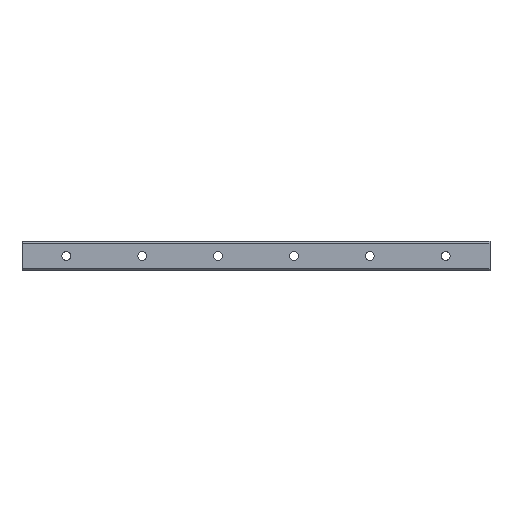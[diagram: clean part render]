
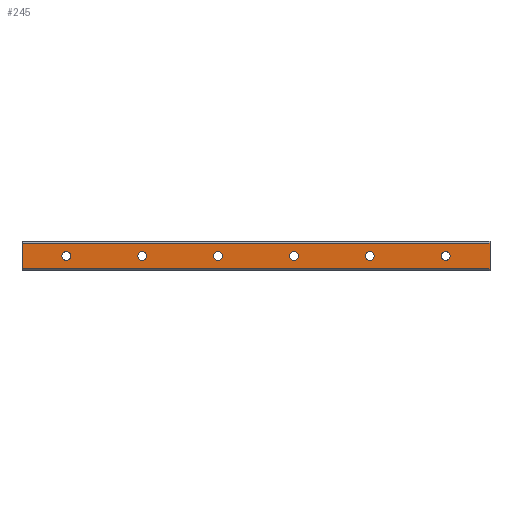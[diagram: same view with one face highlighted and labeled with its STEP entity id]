
A CAD part, front view. The second image highlights one B-rep face of the part: STEP entity #245.
In plain terms, the highlighted planar face has unit normal (0, -1, 0).
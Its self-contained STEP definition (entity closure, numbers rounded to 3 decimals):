
#15 = CIRCLE ( 'NONE', #1383, 3.5 ) ;
#19 = CARTESIAN_POINT ( 'NONE',  ( 60., 0., -3.5 ) ) ;
#39 = DIRECTION ( 'NONE',  ( 0., -1., 0. ) ) ;
#66 = DIRECTION ( 'NONE',  ( 0., 0., 1. ) ) ;
#70 = EDGE_LOOP ( 'NONE', ( #774, #1468 ) ) ;
#110 = AXIS2_PLACEMENT_3D ( 'NONE', #1315, #39, #1336 ) ;
#113 = EDGE_LOOP ( 'NONE', ( #1762, #1337 ) ) ;
#117 = CARTESIAN_POINT ( 'NONE',  ( 240., 0., 0. ) ) ;
#136 = DIRECTION ( 'NONE',  ( 0., 0., -1. ) ) ;
#138 = VECTOR ( 'NONE', #1302, 1000. ) ;
#149 = EDGE_CURVE ( 'NONE', #476, #1237, #850, .T. ) ;
#167 = ORIENTED_EDGE ( 'NONE', *, *, #854, .F. ) ;
#203 = ORIENTED_EDGE ( 'NONE', *, *, #1207, .F. ) ;
#220 = AXIS2_PLACEMENT_3D ( 'NONE', #1252, #1361, #547 ) ;
#227 = VERTEX_POINT ( 'NONE', #1254 ) ;
#239 = CARTESIAN_POINT ( 'NONE',  ( 240., 0., 0. ) ) ;
#245 = ADVANCED_FACE ( 'NONE', ( #1435, #1587, #319, #715, #1151, #1024, #1732 ), #326, .F. ) ;
#262 = DIRECTION ( 'NONE',  ( 0., -1., 0. ) ) ;
#272 = ORIENTED_EDGE ( 'NONE', *, *, #511, .F. ) ;
#294 = CARTESIAN_POINT ( 'NONE',  ( -35., 0., 9.9 ) ) ;
#308 = CARTESIAN_POINT ( 'NONE',  ( 335., 0., 9.9 ) ) ;
#319 = FACE_BOUND ( 'NONE', #1158, .T. ) ;
#326 = PLANE ( 'NONE',  #1092 ) ;
#330 = VERTEX_POINT ( 'NONE', #1042 ) ;
#344 = CIRCLE ( 'NONE', #220, 3.5 ) ;
#386 = CARTESIAN_POINT ( 'NONE',  ( 180., 0., 0. ) ) ;
#393 = DIRECTION ( 'NONE',  ( 0., 0., 1. ) ) ;
#397 = VERTEX_POINT ( 'NONE', #1056 ) ;
#404 = DIRECTION ( 'NONE',  ( 0., -1., 0. ) ) ;
#435 = CIRCLE ( 'NONE', #1470, 3.5 ) ;
#436 = EDGE_CURVE ( 'NONE', #452, #330, #977, .T. ) ;
#452 = VERTEX_POINT ( 'NONE', #1348 ) ;
#474 = VERTEX_POINT ( 'NONE', #515 ) ;
#476 = VERTEX_POINT ( 'NONE', #762 ) ;
#485 = CARTESIAN_POINT ( 'NONE',  ( 60., 0., 0. ) ) ;
#497 = VECTOR ( 'NONE', #136, 1000. ) ;
#511 = EDGE_CURVE ( 'NONE', #1776, #474, #1772, .T. ) ;
#515 = CARTESIAN_POINT ( 'NONE',  ( 300., 0., 3.5 ) ) ;
#522 = AXIS2_PLACEMENT_3D ( 'NONE', #1497, #1509, #1482 ) ;
#547 = DIRECTION ( 'NONE',  ( 0., 0., 1. ) ) ;
#565 = EDGE_CURVE ( 'NONE', #1053, #227, #1506, .T. ) ;
#567 = DIRECTION ( 'NONE',  ( 0., -1., 0. ) ) ;
#572 = EDGE_LOOP ( 'NONE', ( #1579, #600 ) ) ;
#589 = DIRECTION ( 'NONE',  ( 0., 0., 1. ) ) ;
#600 = ORIENTED_EDGE ( 'NONE', *, *, #565, .F. ) ;
#603 = CARTESIAN_POINT ( 'NONE',  ( 335., 0., -9.9 ) ) ;
#609 = VERTEX_POINT ( 'NONE', #1685 ) ;
#629 = DIRECTION ( 'NONE',  ( 0., -1., 0. ) ) ;
#665 = VERTEX_POINT ( 'NONE', #19 ) ;
#666 = CARTESIAN_POINT ( 'NONE',  ( 120., 0., 0. ) ) ;
#669 = DIRECTION ( 'NONE',  ( 0., 0., 1. ) ) ;
#670 = CIRCLE ( 'NONE', #1210, 3.5 ) ;
#700 = AXIS2_PLACEMENT_3D ( 'NONE', #239, #1407, #1555 ) ;
#715 = FACE_BOUND ( 'NONE', #572, .T. ) ;
#729 = CIRCLE ( 'NONE', #1499, 3.5 ) ;
#749 = CARTESIAN_POINT ( 'NONE',  ( 0., 0., 0. ) ) ;
#751 = AXIS2_PLACEMENT_3D ( 'NONE', #1122, #1692, #669 ) ;
#761 = DIRECTION ( 'NONE',  ( 1., 0., 0. ) ) ;
#762 = CARTESIAN_POINT ( 'NONE',  ( 0., 0., 3.5 ) ) ;
#771 = VERTEX_POINT ( 'NONE', #1629 ) ;
#774 = ORIENTED_EDGE ( 'NONE', *, *, #1455, .F. ) ;
#815 = DIRECTION ( 'NONE',  ( 0., 0., 1. ) ) ;
#819 = AXIS2_PLACEMENT_3D ( 'NONE', #749, #1349, #66 ) ;
#850 = CIRCLE ( 'NONE', #1710, 3.5 ) ;
#854 = EDGE_CURVE ( 'NONE', #1001, #609, #1489, .T. ) ;
#881 = EDGE_LOOP ( 'NONE', ( #1137, #203, #167, #1584 ) ) ;
#888 = DIRECTION ( 'NONE',  ( 0., 1., 0. ) ) ;
#893 = CARTESIAN_POINT ( 'NONE',  ( 60., 0., 3.5 ) ) ;
#910 = CIRCLE ( 'NONE', #110, 3.5 ) ;
#947 = EDGE_CURVE ( 'NONE', #665, #1311, #435, .T. ) ;
#954 = DIRECTION ( 'NONE',  ( 0., 0., 1. ) ) ;
#977 = CIRCLE ( 'NONE', #522, 3.5 ) ;
#981 = CARTESIAN_POINT ( 'NONE',  ( 335., 0., 9.9 ) ) ;
#983 = CARTESIAN_POINT ( 'NONE',  ( 60., 0., 0. ) ) ;
#984 = EDGE_CURVE ( 'NONE', #1838, #771, #15, .T. ) ;
#1001 = VERTEX_POINT ( 'NONE', #1690 ) ;
#1024 = FACE_BOUND ( 'NONE', #1303, .T. ) ;
#1042 = CARTESIAN_POINT ( 'NONE',  ( 180., 0., 3.5 ) ) ;
#1053 = VERTEX_POINT ( 'NONE', #1136 ) ;
#1056 = CARTESIAN_POINT ( 'NONE',  ( -35., 0., -9.9 ) ) ;
#1092 = AXIS2_PLACEMENT_3D ( 'NONE', #308, #888, #1287 ) ;
#1109 = VERTEX_POINT ( 'NONE', #603 ) ;
#1122 = CARTESIAN_POINT ( 'NONE',  ( 300., 0., 0. ) ) ;
#1136 = CARTESIAN_POINT ( 'NONE',  ( 240., 0., -3.5 ) ) ;
#1137 = ORIENTED_EDGE ( 'NONE', *, *, #1332, .F. ) ;
#1148 = AXIS2_PLACEMENT_3D ( 'NONE', #386, #1786, #954 ) ;
#1151 = FACE_BOUND ( 'NONE', #70, .T. ) ;
#1158 = EDGE_LOOP ( 'NONE', ( #1654, #272 ) ) ;
#1171 = ORIENTED_EDGE ( 'NONE', *, *, #984, .F. ) ;
#1207 = EDGE_CURVE ( 'NONE', #609, #1109, #1559, .T. ) ;
#1208 = CIRCLE ( 'NONE', #1148, 3.5 ) ;
#1210 = AXIS2_PLACEMENT_3D ( 'NONE', #485, #629, #1215 ) ;
#1215 = DIRECTION ( 'NONE',  ( 0., 0., 1. ) ) ;
#1237 = VERTEX_POINT ( 'NONE', #1571 ) ;
#1252 = CARTESIAN_POINT ( 'NONE',  ( 300., 0., 0. ) ) ;
#1254 = CARTESIAN_POINT ( 'NONE',  ( 240., 0., 3.5 ) ) ;
#1256 = EDGE_CURVE ( 'NONE', #397, #1001, #1289, .T. ) ;
#1277 = LINE ( 'NONE', #1719, #138 ) ;
#1287 = DIRECTION ( 'NONE',  ( 0., 0., 1. ) ) ;
#1289 = LINE ( 'NONE', #294, #1594 ) ;
#1293 = VECTOR ( 'NONE', #761, 1000. ) ;
#1302 = DIRECTION ( 'NONE',  ( -1., 0., 0. ) ) ;
#1303 = EDGE_LOOP ( 'NONE', ( #1755, #1171 ) ) ;
#1311 = VERTEX_POINT ( 'NONE', #893 ) ;
#1315 = CARTESIAN_POINT ( 'NONE',  ( 120., 0., 0. ) ) ;
#1332 = EDGE_CURVE ( 'NONE', #1109, #397, #1277, .T. ) ;
#1336 = DIRECTION ( 'NONE',  ( 0., 0., 1. ) ) ;
#1337 = ORIENTED_EDGE ( 'NONE', *, *, #947, .F. ) ;
#1348 = CARTESIAN_POINT ( 'NONE',  ( 180., 0., -3.5 ) ) ;
#1349 = DIRECTION ( 'NONE',  ( 0., -1., 0. ) ) ;
#1361 = DIRECTION ( 'NONE',  ( 0., -1., 0. ) ) ;
#1383 = AXIS2_PLACEMENT_3D ( 'NONE', #666, #1516, #393 ) ;
#1388 = CIRCLE ( 'NONE', #819, 3.5 ) ;
#1407 = DIRECTION ( 'NONE',  ( 0., -1., 0. ) ) ;
#1435 = FACE_OUTER_BOUND ( 'NONE', #881, .T. ) ;
#1455 = EDGE_CURVE ( 'NONE', #330, #452, #1208, .T. ) ;
#1468 = ORIENTED_EDGE ( 'NONE', *, *, #436, .F. ) ;
#1470 = AXIS2_PLACEMENT_3D ( 'NONE', #983, #567, #815 ) ;
#1482 = DIRECTION ( 'NONE',  ( 0., 0., 1. ) ) ;
#1489 = LINE ( 'NONE', #1644, #1293 ) ;
#1497 = CARTESIAN_POINT ( 'NONE',  ( 180., 0., 0. ) ) ;
#1499 = AXIS2_PLACEMENT_3D ( 'NONE', #117, #404, #1549 ) ;
#1506 = CIRCLE ( 'NONE', #700, 3.5 ) ;
#1509 = DIRECTION ( 'NONE',  ( 0., -1., 0. ) ) ;
#1514 = EDGE_CURVE ( 'NONE', #1237, #476, #1388, .T. ) ;
#1515 = EDGE_LOOP ( 'NONE', ( #1664, #1788 ) ) ;
#1516 = DIRECTION ( 'NONE',  ( 0., -1., 0. ) ) ;
#1519 = CARTESIAN_POINT ( 'NONE',  ( 300., 0., -3.5 ) ) ;
#1539 = EDGE_CURVE ( 'NONE', #1311, #665, #670, .T. ) ;
#1549 = DIRECTION ( 'NONE',  ( 0., 0., 1. ) ) ;
#1555 = DIRECTION ( 'NONE',  ( 0., 0., 1. ) ) ;
#1559 = LINE ( 'NONE', #981, #497 ) ;
#1571 = CARTESIAN_POINT ( 'NONE',  ( 0., 0., -3.5 ) ) ;
#1579 = ORIENTED_EDGE ( 'NONE', *, *, #1658, .F. ) ;
#1584 = ORIENTED_EDGE ( 'NONE', *, *, #1256, .F. ) ;
#1587 = FACE_BOUND ( 'NONE', #1515, .T. ) ;
#1594 = VECTOR ( 'NONE', #589, 1000. ) ;
#1627 = EDGE_CURVE ( 'NONE', #771, #1838, #910, .T. ) ;
#1629 = CARTESIAN_POINT ( 'NONE',  ( 120., 0., 3.5 ) ) ;
#1644 = CARTESIAN_POINT ( 'NONE',  ( 335., 0., 9.9 ) ) ;
#1654 = ORIENTED_EDGE ( 'NONE', *, *, #1715, .F. ) ;
#1658 = EDGE_CURVE ( 'NONE', #227, #1053, #729, .T. ) ;
#1664 = ORIENTED_EDGE ( 'NONE', *, *, #149, .F. ) ;
#1668 = DIRECTION ( 'NONE',  ( 0., 0., 1. ) ) ;
#1685 = CARTESIAN_POINT ( 'NONE',  ( 335., 0., 9.9 ) ) ;
#1690 = CARTESIAN_POINT ( 'NONE',  ( -35., 0., 9.9 ) ) ;
#1692 = DIRECTION ( 'NONE',  ( 0., -1., 0. ) ) ;
#1710 = AXIS2_PLACEMENT_3D ( 'NONE', #1825, #262, #1668 ) ;
#1715 = EDGE_CURVE ( 'NONE', #474, #1776, #344, .T. ) ;
#1719 = CARTESIAN_POINT ( 'NONE',  ( 335., 0., -9.9 ) ) ;
#1732 = FACE_BOUND ( 'NONE', #113, .T. ) ;
#1755 = ORIENTED_EDGE ( 'NONE', *, *, #1627, .F. ) ;
#1762 = ORIENTED_EDGE ( 'NONE', *, *, #1539, .F. ) ;
#1772 = CIRCLE ( 'NONE', #751, 3.5 ) ;
#1776 = VERTEX_POINT ( 'NONE', #1519 ) ;
#1786 = DIRECTION ( 'NONE',  ( 0., -1., 0. ) ) ;
#1788 = ORIENTED_EDGE ( 'NONE', *, *, #1514, .F. ) ;
#1825 = CARTESIAN_POINT ( 'NONE',  ( 0., 0., 0. ) ) ;
#1837 = CARTESIAN_POINT ( 'NONE',  ( 120., 0., -3.5 ) ) ;
#1838 = VERTEX_POINT ( 'NONE', #1837 ) ;
